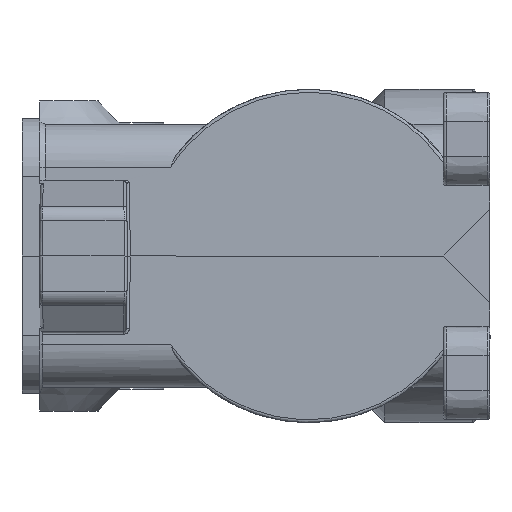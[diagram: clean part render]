
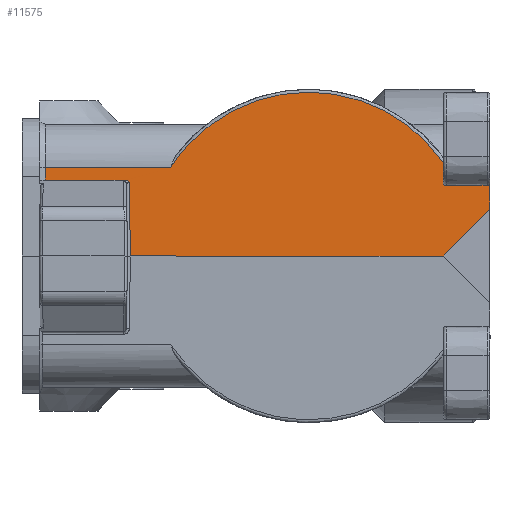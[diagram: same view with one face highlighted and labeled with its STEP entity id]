
A CAD part, left-side view. The second image highlights one B-rep face of the part: STEP entity #11575.
In plain terms, the highlighted planar face has unit normal (-1, 0, 0.009).
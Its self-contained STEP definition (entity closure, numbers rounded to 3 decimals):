
#1046=DIRECTION('',(-0.009,0.,-1.));
#1047=VECTOR('',#1046,3.47);
#1048=CARTESIAN_POINT('',(-59.361,0.,
15.974));
#1049=LINE('',#1048,#1047);
#1082=CARTESIAN_POINT('',(-59.369,46.604,15.067));
#1091=DIRECTION('',(0.,-1.,0.));
#1092=VECTOR('',#1091,21.396);
#1093=CARTESIAN_POINT('',(-59.369,68.,15.065));
#1094=LINE('',#1093,#1092);
#1099=CARTESIAN_POINT('',(-59.395,-0.504,
12.004));
#1100=CARTESIAN_POINT('',(-59.395,-0.434,
12.004));
#1101=CARTESIAN_POINT('',(-59.395,-0.306,
12.03));
#1102=CARTESIAN_POINT('',(-59.394,-0.139,
12.14));
#1103=CARTESIAN_POINT('',(-59.393,-0.027,
12.306));
#1104=CARTESIAN_POINT('',(-59.391,0.,12.434));
#1105=CARTESIAN_POINT('',(-59.391,0.,12.504));
#1107=DIRECTION('',(0.,1.,-0.009));
#1108=VECTOR('',#1107,7.);
#1109=CARTESIAN_POINT('',(-59.395,-7.504,
12.065));
#1110=LINE('',#1109,#1108);
#1111=CARTESIAN_POINT('',(-59.39,-8.,12.565));
#1112=CARTESIAN_POINT('',(-59.392,-8.,
12.4));
#1113=CARTESIAN_POINT('',(-59.394,-7.875,
12.193));
#1114=CARTESIAN_POINT('',(-59.395,-7.67,
12.067));
#1115=CARTESIAN_POINT('',(-59.395,-7.504,
12.065));
#1117=DIRECTION('',(-0.009,-0.009,-1.));
#1118=VECTOR('',#1117,12.608);
#1119=CARTESIAN_POINT('',(-59.39,53.61,12.607));
#1120=LINE('',#1119,#1118);
#1121=CARTESIAN_POINT('',(-59.361,0.,
15.974));
#1122=CARTESIAN_POINT('',(-59.328,2.617,19.743));
#1123=CARTESIAN_POINT('',(-59.273,9.74,25.965));
#1124=CARTESIAN_POINT('',(-59.246,23.567,29.15));
#1125=CARTESIAN_POINT('',(-59.278,37.258,25.43));
#1126=CARTESIAN_POINT('',(-59.335,44.135,18.935));
#1127=CARTESIAN_POINT('',(-59.369,46.604,15.067));
#2539=DIRECTION('',(0.,1.,0.));
#2540=VECTOR('',#2539,13.623);
#2541=CARTESIAN_POINT('',(-59.387,54.377,12.991));
#2542=LINE('',#2541,#2540);
#2548=CARTESIAN_POINT('',(-59.387,54.377,12.991));
#2554=DIRECTION('',(0.009,0.,1.));
#2555=VECTOR('',#2554,2.078);
#2556=CARTESIAN_POINT('',(-59.387,68.,12.987));
#2557=LINE('',#2556,#2555);
#2580=CARTESIAN_POINT('',(-59.39,53.61,12.607));
#2581=CARTESIAN_POINT('',(-59.389,53.691,12.689));
#2582=CARTESIAN_POINT('',(-59.388,53.853,12.829));
#2583=CARTESIAN_POINT('',(-59.386,54.125,12.971));
#2584=CARTESIAN_POINT('',(-59.387,54.3,12.991));
#2585=CARTESIAN_POINT('',(-59.387,54.377,12.991));
#2669=CARTESIAN_POINT('',(-59.5,53.5,0.));
#2671=CARTESIAN_POINT('',(-59.39,53.61,12.607));
#2684=DIRECTION('',(0.,1.,0.));
#2685=VECTOR('',#2684,53.5);
#2686=CARTESIAN_POINT('',(-59.5,0.,0.));
#2687=LINE('',#2686,#2685);
#3129=DIRECTION('',(-0.009,0.,-1.));
#3130=VECTOR('',#3129,4.566);
#3131=CARTESIAN_POINT('',(-59.39,-8.,12.565));
#3132=LINE('',#3131,#3130);
#3322=DIRECTION('',(-0.006,0.707,-0.707));
#3323=VECTOR('',#3322,11.314);
#3324=CARTESIAN_POINT('',(-59.43,-8.,8.));
#3325=LINE('',#3324,#3323);
#9732=CARTESIAN_POINT('',(-59.369,68.,15.065));
#9734=VERTEX_POINT('',#9732);
#9753=VERTEX_POINT('',#2669);
#9762=VERTEX_POINT('',#1082);
#9765=CARTESIAN_POINT('',(-59.387,68.,12.987));
#9766=VERTEX_POINT('',#9765);
#9770=VERTEX_POINT('',#2548);
#9771=VERTEX_POINT('',#2671);
#9773=CARTESIAN_POINT('',(-59.43,-8.,8.));
#9774=CARTESIAN_POINT('',(-59.5,0.,0.));
#9775=VERTEX_POINT('',#9773);
#9776=VERTEX_POINT('',#9774);
#9779=CARTESIAN_POINT('',(-59.39,-8.,12.565));
#9780=VERTEX_POINT('',#9779);
#9783=CARTESIAN_POINT('',(-59.395,-7.504,
12.065));
#9784=CARTESIAN_POINT('',(-59.395,-0.504,
12.004));
#9785=VERTEX_POINT('',#9783);
#9786=VERTEX_POINT('',#9784);
#9787=CARTESIAN_POINT('',(-59.361,0.,
15.974));
#9788=CARTESIAN_POINT('',(-59.391,0.,12.504));
#9789=VERTEX_POINT('',#9787);
#9790=VERTEX_POINT('',#9788);
#11545=CARTESIAN_POINT('',(-59.5,0.,0.));
#11546=DIRECTION('',(-1.,0.,0.009));
#11547=DIRECTION('',(0.009,0.,1.));
#11548=AXIS2_PLACEMENT_3D('',#11545,#11546,#11547);
#11549=PLANE('',#11548);
#11550=ORIENTED_EDGE('',*,*,#11459,.T.);
#11552=ORIENTED_EDGE('',*,*,#11551,.F.);
#11554=ORIENTED_EDGE('',*,*,#11553,.F.);
#11556=ORIENTED_EDGE('',*,*,#11555,.F.);
#11558=ORIENTED_EDGE('',*,*,#11557,.T.);
#11560=ORIENTED_EDGE('',*,*,#11559,.T.);
#11562=ORIENTED_EDGE('',*,*,#11561,.T.);
#11564=ORIENTED_EDGE('',*,*,#11563,.F.);
#11566=ORIENTED_EDGE('',*,*,#11565,.T.);
#11568=ORIENTED_EDGE('',*,*,#11567,.T.);
#11570=ORIENTED_EDGE('',*,*,#11569,.T.);
#11571=ORIENTED_EDGE('',*,*,#11535,.T.);
#11572=ORIENTED_EDGE('',*,*,#11524,.F.);
#11573=EDGE_LOOP('',(#11550,#11552,#11554,#11556,#11558,#11560,#11562,#11564,
#11566,#11568,#11570,#11571,#11572));
#11574=FACE_OUTER_BOUND('',#11573,.F.);
#11575=ADVANCED_FACE('',(#11574),#11549,.T.);
#1106=B_SPLINE_CURVE_WITH_KNOTS('',3,(#1099,#1100,#1101,#1102,#1103,#1104,
#1105),.UNSPECIFIED.,.F.,.F.,(4,1,1,1,4),(0.,0.25,0.5,0.75,1.),
.UNSPECIFIED.);
#1116=B_SPLINE_CURVE_WITH_KNOTS('',3,(#1111,#1112,#1113,#1114,#1115),
.UNSPECIFIED.,.F.,.F.,(4,1,4),(0.,0.5,1.),.UNSPECIFIED.);
#1128=B_SPLINE_CURVE_WITH_KNOTS('',3,(#1121,#1122,#1123,#1124,#1125,#1126,
#1127),.UNSPECIFIED.,.F.,.F.,(4,1,1,1,4),(0.,0.25,0.5,0.75,1.),
.UNSPECIFIED.);
#2586=B_SPLINE_CURVE_WITH_KNOTS('',3,(#2580,#2581,#2582,#2583,#2584,#2585),
.UNSPECIFIED.,.F.,.F.,(4,1,1,4),(0.,0.333,0.667,1.),
.UNSPECIFIED.);
#11459=EDGE_CURVE('',#9789,#9790,#1049,.T.);
#11524=EDGE_CURVE('',#9789,#9762,#1128,.T.);
#11535=EDGE_CURVE('',#9734,#9762,#1094,.T.);
#11551=EDGE_CURVE('',#9786,#9790,#1106,.T.);
#11553=EDGE_CURVE('',#9785,#9786,#1110,.T.);
#11555=EDGE_CURVE('',#9780,#9785,#1116,.T.);
#11557=EDGE_CURVE('',#9780,#9775,#3132,.T.);
#11559=EDGE_CURVE('',#9775,#9776,#3325,.T.);
#11561=EDGE_CURVE('',#9776,#9753,#2687,.T.);
#11563=EDGE_CURVE('',#9771,#9753,#1120,.T.);
#11565=EDGE_CURVE('',#9771,#9770,#2586,.T.);
#11567=EDGE_CURVE('',#9770,#9766,#2542,.T.);
#11569=EDGE_CURVE('',#9766,#9734,#2557,.T.);
